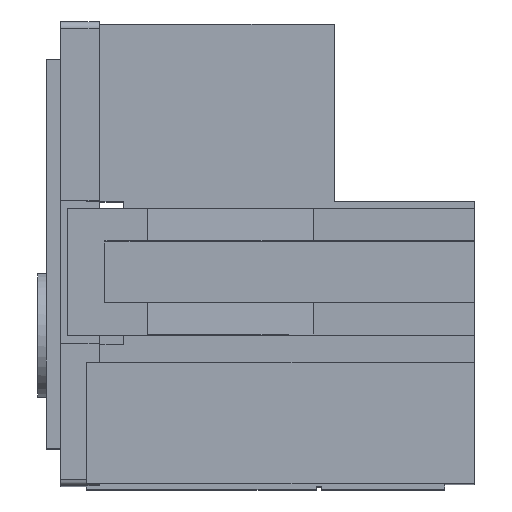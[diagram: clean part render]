
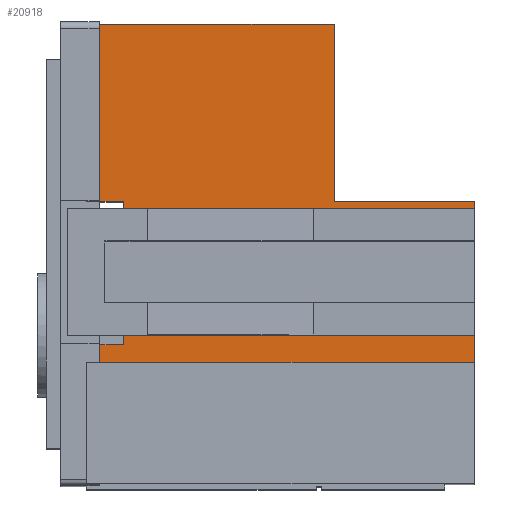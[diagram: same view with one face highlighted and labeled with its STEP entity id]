
A CAD part, top view. The second image highlights one B-rep face of the part: STEP entity #20918.
In plain terms, the highlighted planar face has unit normal (0, 0, 1).
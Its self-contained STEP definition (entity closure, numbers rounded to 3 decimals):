
#725 = DIRECTION ( 'NONE',  ( -1., 0., 0. ) ) ;
#1314 = ORIENTED_EDGE ( 'NONE', *, *, #14577, .T. ) ;
#1590 = VERTEX_POINT ( 'NONE', #46457 ) ;
#2493 = CARTESIAN_POINT ( 'NONE',  ( 1.75, 6.6, 31.325 ) ) ;
#2667 = EDGE_CURVE ( 'NONE', #9421, #17397, #13535, .T. ) ;
#2942 = VERTEX_POINT ( 'NONE', #25031 ) ;
#4308 = EDGE_CURVE ( 'NONE', #38741, #42455, #40879, .T. ) ;
#4539 = DIRECTION ( 'NONE',  ( 1., 0., 0. ) ) ;
#5091 = LINE ( 'NONE', #12537, #40508 ) ;
#5292 = LINE ( 'NONE', #48253, #60569 ) ;
#5384 = CARTESIAN_POINT ( 'NONE',  ( 0., 21.8, 31.325 ) ) ;
#5395 = DIRECTION ( 'NONE',  ( 1., 0., 0. ) ) ;
#5449 = EDGE_CURVE ( 'NONE', #74144, #9421, #30215, .T. ) ;
#5576 = ORIENTED_EDGE ( 'NONE', *, *, #49967, .F. ) ;
#6475 = EDGE_CURVE ( 'NONE', #25950, #1590, #58550, .T. ) ;
#9147 = DIRECTION ( 'NONE',  ( 1., 0., 0. ) ) ;
#9421 = VERTEX_POINT ( 'NONE', #71367 ) ;
#10913 = DIRECTION ( 'NONE',  ( 0., -1., 0. ) ) ;
#11508 = CARTESIAN_POINT ( 'NONE',  ( 0., 13.4, 31.325 ) ) ;
#11741 = ORIENTED_EDGE ( 'NONE', *, *, #6475, .F. ) ;
#12365 = DIRECTION ( 'NONE',  ( 0., 1., 0. ) ) ;
#12537 = CARTESIAN_POINT ( 'NONE',  ( 1.75, 6.6, 31.325 ) ) ;
#13535 = LINE ( 'NONE', #45100, #69336 ) ;
#13795 = VECTOR ( 'NONE', #10913, 1000. ) ;
#13979 = ORIENTED_EDGE ( 'NONE', *, *, #5449, .F. ) ;
#14577 = EDGE_CURVE ( 'NONE', #24983, #25922, #17994, .T. ) ;
#16235 = CARTESIAN_POINT ( 'NONE',  ( 1.75, 13.4, 31.325 ) ) ;
#16355 = ORIENTED_EDGE ( 'NONE', *, *, #32185, .F. ) ;
#16610 = ORIENTED_EDGE ( 'NONE', *, *, #26234, .F. ) ;
#17397 = VERTEX_POINT ( 'NONE', #37590 ) ;
#17917 = VERTEX_POINT ( 'NONE', #69662 ) ;
#17967 = CARTESIAN_POINT ( 'NONE',  ( 1.75, 13.4, 31.325 ) ) ;
#17994 = LINE ( 'NONE', #72357, #23295 ) ;
#19638 = DIRECTION ( 'NONE',  ( 0., 1., 0. ) ) ;
#20918 = ADVANCED_FACE ( 'NONE', ( #43386 ), #62266, .F. ) ;
#20974 = LINE ( 'NONE', #69037, #69227 ) ;
#22711 = VECTOR ( 'NONE', #19638, 1000. ) ;
#23295 = VECTOR ( 'NONE', #5395, 1000. ) ;
#24965 = AXIS2_PLACEMENT_3D ( 'NONE', #56367, #26417, #25630 ) ;
#24983 = VERTEX_POINT ( 'NONE', #35892 ) ;
#25031 = CARTESIAN_POINT ( 'NONE',  ( 15.07, 7.05, 31.325 ) ) ;
#25359 = ORIENTED_EDGE ( 'NONE', *, *, #38334, .T. ) ;
#25551 = VECTOR ( 'NONE', #4539, 1000. ) ;
#25630 = DIRECTION ( 'NONE',  ( -1., 0., 0. ) ) ;
#25922 = VERTEX_POINT ( 'NONE', #56153 ) ;
#25950 = VERTEX_POINT ( 'NONE', #50637 ) ;
#26234 = EDGE_CURVE ( 'NONE', #17397, #25950, #34210, .T. ) ;
#26417 = DIRECTION ( 'NONE',  ( 0., 0., -1. ) ) ;
#28279 = VERTEX_POINT ( 'NONE', #46276 ) ;
#28834 = ORIENTED_EDGE ( 'NONE', *, *, #59027, .T. ) ;
#29832 = DIRECTION ( 'NONE',  ( 0., 1., 0. ) ) ;
#30215 = LINE ( 'NONE', #5384, #76982 ) ;
#30427 = LINE ( 'NONE', #37913, #70634 ) ;
#31433 = VECTOR ( 'NONE', #74512, 1000. ) ;
#32185 = EDGE_CURVE ( 'NONE', #17917, #28279, #42720, .T. ) ;
#34210 = LINE ( 'NONE', #70420, #13795 ) ;
#35245 = EDGE_LOOP ( 'NONE', ( #13979, #5576, #52342, #25359, #16355, #69563, #49917, #46588, #28834, #1314, #46799, #11741, #16610, #70326 ) ) ;
#35892 = CARTESIAN_POINT ( 'NONE',  ( 15.07, 13.05, 31.325 ) ) ;
#35940 = EDGE_CURVE ( 'NONE', #25922, #1590, #73615, .T. ) ;
#36802 = DIRECTION ( 'NONE',  ( 0., 1., 0. ) ) ;
#37193 = CARTESIAN_POINT ( 'NONE',  ( 0., 21.8, 31.325 ) ) ;
#37590 = CARTESIAN_POINT ( 'NONE',  ( 11.75, 21.8, 31.325 ) ) ;
#37913 = CARTESIAN_POINT ( 'NONE',  ( 0., 5.75, 31.325 ) ) ;
#38334 = EDGE_CURVE ( 'NONE', #73963, #28279, #5091, .T. ) ;
#38741 = VERTEX_POINT ( 'NONE', #54242 ) ;
#40508 = VECTOR ( 'NONE', #725, 1000. ) ;
#40553 = VECTOR ( 'NONE', #70027, 1000. ) ;
#40879 = LINE ( 'NONE', #58607, #40553 ) ;
#42201 = EDGE_CURVE ( 'NONE', #73963, #47227, #76108, .T. ) ;
#42236 = DIRECTION ( 'NONE',  ( 0., 1., 0. ) ) ;
#42455 = VERTEX_POINT ( 'NONE', #68198 ) ;
#42720 = LINE ( 'NONE', #37193, #59540 ) ;
#43386 = FACE_OUTER_BOUND ( 'NONE', #35245, .T. ) ;
#45100 = CARTESIAN_POINT ( 'NONE',  ( 0., 21.8, 31.325 ) ) ;
#45207 = CARTESIAN_POINT ( 'NONE',  ( 18.4, 13.4, 31.325 ) ) ;
#46276 = CARTESIAN_POINT ( 'NONE',  ( 0., 6.6, 31.325 ) ) ;
#46457 = CARTESIAN_POINT ( 'NONE',  ( 18.4, 13.4, 31.325 ) ) ;
#46588 = ORIENTED_EDGE ( 'NONE', *, *, #53192, .F. ) ;
#46799 = ORIENTED_EDGE ( 'NONE', *, *, #35940, .T. ) ;
#47227 = VERTEX_POINT ( 'NONE', #17967 ) ;
#48253 = CARTESIAN_POINT ( 'NONE',  ( 15.07, 7.05, 31.325 ) ) ;
#49917 = ORIENTED_EDGE ( 'NONE', *, *, #4308, .T. ) ;
#49967 = EDGE_CURVE ( 'NONE', #47227, #74144, #68612, .T. ) ;
#50637 = CARTESIAN_POINT ( 'NONE',  ( 11.75, 13.4, 31.325 ) ) ;
#52342 = ORIENTED_EDGE ( 'NONE', *, *, #42201, .F. ) ;
#53192 = EDGE_CURVE ( 'NONE', #2942, #42455, #20974, .T. ) ;
#54242 = CARTESIAN_POINT ( 'NONE',  ( 18.4, 5.75, 31.325 ) ) ;
#56153 = CARTESIAN_POINT ( 'NONE',  ( 18.4, 13.05, 31.325 ) ) ;
#56367 = CARTESIAN_POINT ( 'NONE',  ( 0., 21.8, 31.325 ) ) ;
#57205 = CARTESIAN_POINT ( 'NONE',  ( 1.75, 13.4, 31.325 ) ) ;
#58550 = LINE ( 'NONE', #45207, #25551 ) ;
#58607 = CARTESIAN_POINT ( 'NONE',  ( 18.4, 21.8, 31.325 ) ) ;
#59027 = EDGE_CURVE ( 'NONE', #2942, #24983, #5292, .T. ) ;
#59399 = EDGE_CURVE ( 'NONE', #17917, #38741, #30427, .T. ) ;
#59540 = VECTOR ( 'NONE', #36802, 1000. ) ;
#60260 = CARTESIAN_POINT ( 'NONE',  ( 18.4, 13.05, 31.325 ) ) ;
#60569 = VECTOR ( 'NONE', #12365, 1000. ) ;
#62190 = VECTOR ( 'NONE', #42236, 1000. ) ;
#62266 = PLANE ( 'NONE',  #24965 ) ;
#67826 = DIRECTION ( 'NONE',  ( 1., 0., 0. ) ) ;
#68198 = CARTESIAN_POINT ( 'NONE',  ( 18.4, 7.05, 31.325 ) ) ;
#68612 = LINE ( 'NONE', #57205, #31433 ) ;
#69037 = CARTESIAN_POINT ( 'NONE',  ( 15.07, 7.05, 31.325 ) ) ;
#69227 = VECTOR ( 'NONE', #9147, 1000. ) ;
#69336 = VECTOR ( 'NONE', #75375, 1000. ) ;
#69563 = ORIENTED_EDGE ( 'NONE', *, *, #59399, .T. ) ;
#69662 = CARTESIAN_POINT ( 'NONE',  ( 0., 5.75, 31.325 ) ) ;
#70027 = DIRECTION ( 'NONE',  ( 0., 1., 0. ) ) ;
#70326 = ORIENTED_EDGE ( 'NONE', *, *, #2667, .F. ) ;
#70420 = CARTESIAN_POINT ( 'NONE',  ( 11.75, 13.4, 31.325 ) ) ;
#70634 = VECTOR ( 'NONE', #67826, 1000. ) ;
#71367 = CARTESIAN_POINT ( 'NONE',  ( 0., 21.8, 31.325 ) ) ;
#72357 = CARTESIAN_POINT ( 'NONE',  ( 18.4, 13.05, 31.325 ) ) ;
#73615 = LINE ( 'NONE', #60260, #22711 ) ;
#73963 = VERTEX_POINT ( 'NONE', #2493 ) ;
#74144 = VERTEX_POINT ( 'NONE', #11508 ) ;
#74512 = DIRECTION ( 'NONE',  ( -1., 0., 0. ) ) ;
#75375 = DIRECTION ( 'NONE',  ( 1., 0., 0. ) ) ;
#76108 = LINE ( 'NONE', #16235, #62190 ) ;
#76982 = VECTOR ( 'NONE', #29832, 1000. ) ;
